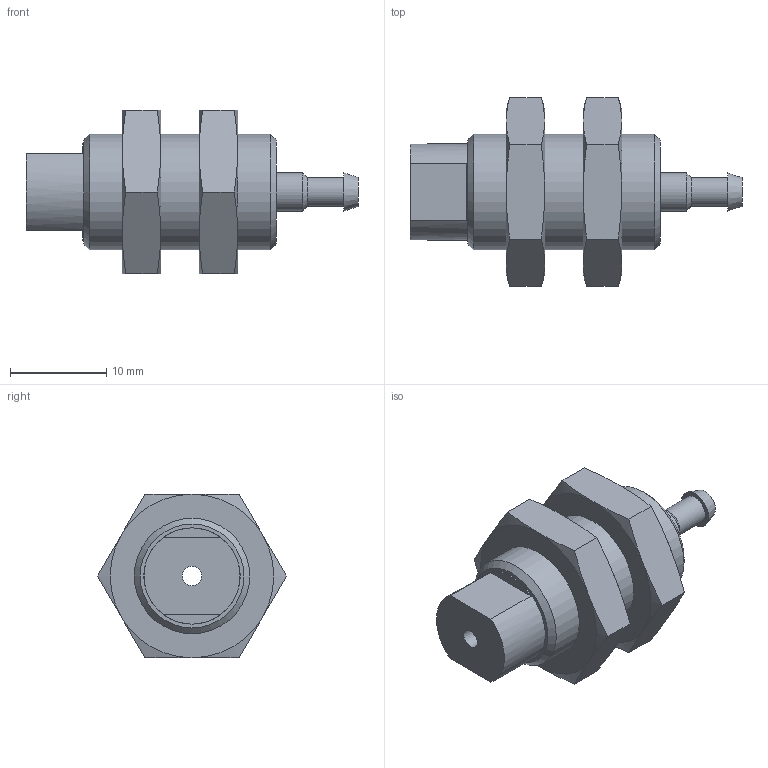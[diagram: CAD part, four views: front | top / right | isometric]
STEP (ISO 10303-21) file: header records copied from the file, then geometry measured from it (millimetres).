
FILE_DESCRIPTION(/* description */ ('STEP AP214'),/* implementation_level */ '2;1');
FILE_NAME(/* name */ '7442_SML-40-S',/* time_stamp */ '2024-09-15T08:24:37+02:00',/* author */ ('License CC BY-ND 4.0'),/* organization */ ('CADENAS'),/* preprocessor_version */ 'ST-DEVELOPER v19.3',/* originating_system */ 'PARTsolutions',/* authorisation */ ' ');
FILE_SCHEMA (('AUTOMOTIVE_DESIGN {1 0 10303 214 3 1 1}'));
Length unit declared in the file: millimetre
Products named in the file (1): 7442 SML-40-S
Bounding box: 34.5 x 19.63 x 17 mm (x, y, z)
Volume: 3730.5 mm3; surface area: 2134 mm2
Topology: 1 solids, 1 shells, 60 faces, 127 edges, 76 vertices
Faces by surface type: cone 28, plane 25, cylinder 7
Full cylindrical faces by diameter (mm): 2 x1, 3 x1, 4 x1, 10 x1, 12 x3
Entity records: 1588 total; most frequent: CARTESIAN_POINT 391, DIRECTION 232, ORIENTED_EDGE 226, EDGE_CURVE 113, AXIS2_PLACEMENT_3D 106, EDGE_LOOP 80, FACE_BOUND 80, VERTEX_POINT 73
